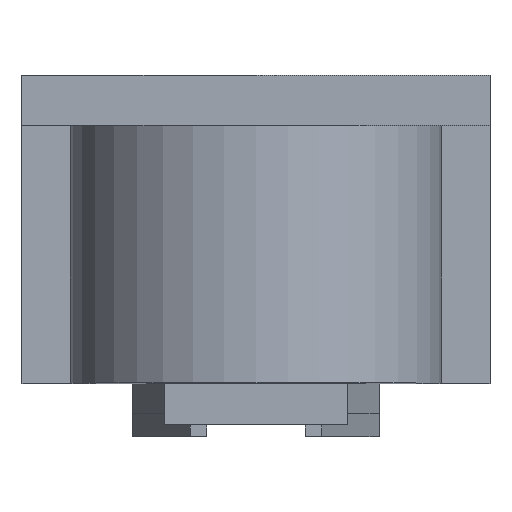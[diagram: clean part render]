
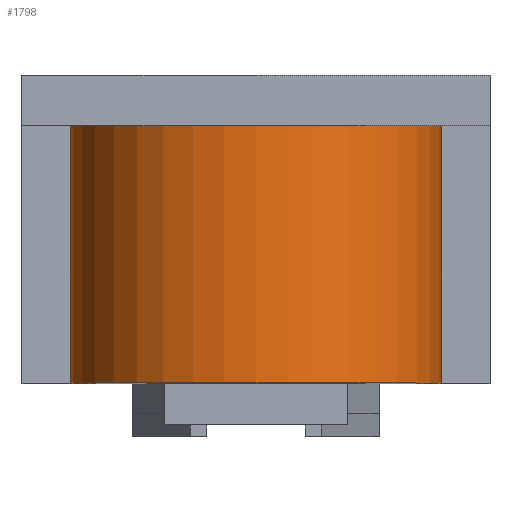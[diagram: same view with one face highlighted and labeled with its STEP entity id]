
A CAD part, top view. The second image highlights one B-rep face of the part: STEP entity #1798.
In plain terms, the highlighted cylindrical face has radius 8.09 mm (diameter 16.18 mm), a partial arc.
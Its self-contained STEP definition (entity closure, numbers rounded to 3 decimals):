
#67=CIRCLE('',#1976,8.09);
#68=CIRCLE('',#1977,8.09);
#80=CYLINDRICAL_SURFACE('',#1975,8.09);
#193=FACE_OUTER_BOUND('',#317,.T.);
#317=EDGE_LOOP('',(#1490,#1491,#1492,#1493));
#491=LINE('',#2909,#689);
#492=LINE('',#2912,#690);
#689=VECTOR('',#2404,10.);
#690=VECTOR('',#2407,10.);
#865=VERTEX_POINT('',#2905);
#866=VERTEX_POINT('',#2906);
#867=VERTEX_POINT('',#2908);
#868=VERTEX_POINT('',#2910);
#1082=EDGE_CURVE('',#865,#866,#67,.T.);
#1083=EDGE_CURVE('',#867,#866,#491,.T.);
#1084=EDGE_CURVE('',#868,#867,#68,.T.);
#1085=EDGE_CURVE('',#865,#868,#492,.T.);
#1490=ORIENTED_EDGE('',*,*,#1082,.T.);
#1491=ORIENTED_EDGE('',*,*,#1083,.F.);
#1492=ORIENTED_EDGE('',*,*,#1084,.F.);
#1493=ORIENTED_EDGE('',*,*,#1085,.F.);
#1798=ADVANCED_FACE('',(#193),#80,.T.);
#1975=AXIS2_PLACEMENT_3D('',#2904,#2400,#2401);
#1976=AXIS2_PLACEMENT_3D('',#2907,#2402,#2403);
#1977=AXIS2_PLACEMENT_3D('',#2911,#2405,#2406);
#2400=DIRECTION('center_axis',(0.,-1.,0.));
#2401=DIRECTION('ref_axis',(1.,0.,0.));
#2402=DIRECTION('center_axis',(0.,1.,0.));
#2403=DIRECTION('ref_axis',(1.,0.,0.));
#2404=DIRECTION('',(0.,-1.,0.));
#2405=DIRECTION('center_axis',(0.,1.,0.));
#2406=DIRECTION('ref_axis',(1.,0.,0.));
#2407=DIRECTION('',(0.,1.,0.));
#2904=CARTESIAN_POINT('Origin',(0.,10.545,10.01));
#2905=CARTESIAN_POINT('',(-8.09,-0.675,10.01));
#2906=CARTESIAN_POINT('',(8.09,-0.675,10.01));
#2907=CARTESIAN_POINT('Origin',(0.,-0.675,
10.01));
#2908=CARTESIAN_POINT('',(8.09,10.545,10.01));
#2909=CARTESIAN_POINT('',(8.09,10.545,10.01));
#2910=CARTESIAN_POINT('',(-8.09,10.545,10.01));
#2911=CARTESIAN_POINT('Origin',(0.,10.545,10.01));
#2912=CARTESIAN_POINT('',(-8.09,10.545,10.01));
